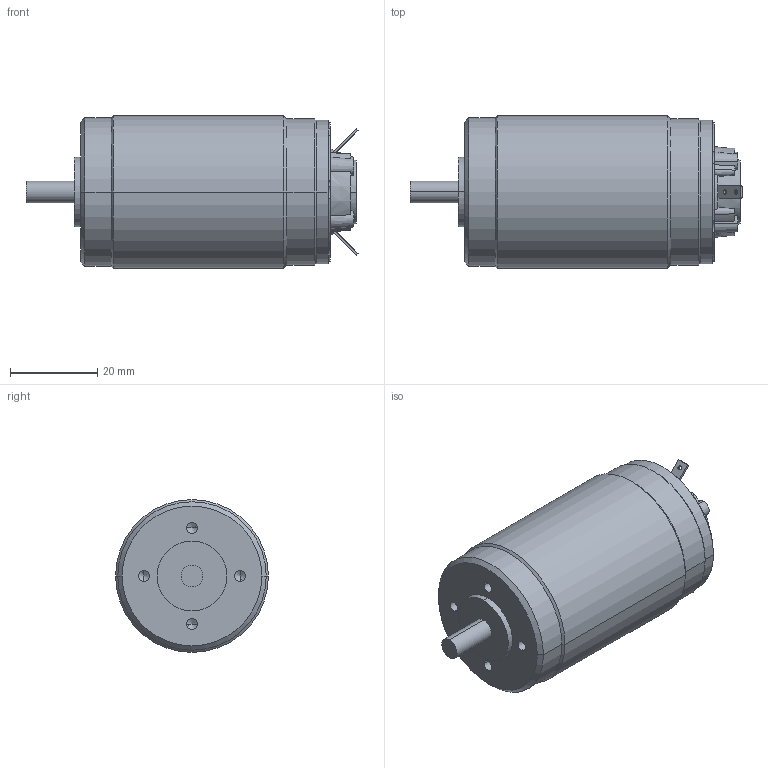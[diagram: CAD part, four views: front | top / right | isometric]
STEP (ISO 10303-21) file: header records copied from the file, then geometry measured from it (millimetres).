
FILE_DESCRIPTION((''),'2;1');
FILE_NAME('35NT2R','2015-11-17T',('vinayak.bharmal'),(''),'PRO/ENGINEER BY PARAMETRIC TECHNOLOGY CORPORATION, 2014310','PRO/ENGINEER BY PARAMETRIC TECHNOLOGY CORPORATION, 2014310','');
FILE_SCHEMA(('CONFIG_CONTROL_DESIGN'));
Length unit declared in the file: millimetre
Products named in the file (1): 35NT2R
Bounding box: 76.07 x 35 x 35 mm (x, y, z)
Volume: 54845.1 mm3; surface area: 9426.5 mm2
Topology: 1 solids, 1 shells, 229 faces, 575 edges, 372 vertices
Faces by surface type: cylinder 87, plane 82, cone 60
Entity records: 7226 total; most frequent: CARTESIAN_POINT 1539, DIRECTION 1265, ORIENTED_EDGE 1134, EDGE_CURVE 567, AXIS2_PLACEMENT_3D 525, VERTEX_POINT 372, CIRCLE 296, EDGE_LOOP 269
